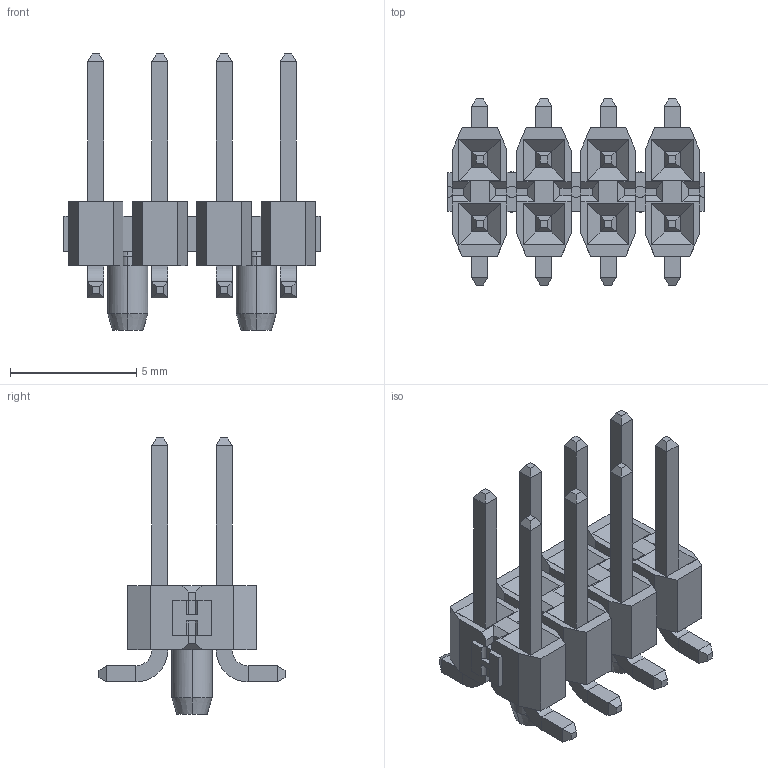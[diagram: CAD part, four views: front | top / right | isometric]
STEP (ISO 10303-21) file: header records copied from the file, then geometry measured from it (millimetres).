
FILE_DESCRIPTION(('Open CASCADE Model'),'2;1');
FILE_NAME('Open CASCADE Shape Model','2010-04-22T12:47:24',('Author'),( 'Open CASCADE'),'Open CASCADE STEP processor 6.3','Open CASCADE 6.3' ,'Unknown');
FILE_SCHEMA(('AUTOMOTIVE_DESIGN_CC2 { 1 2 10303 214 -1 1 5 4 }'));
Length unit declared in the file: millimetre
Products named in the file (1): Open CASCADE STEP translator 6.3 2
Bounding box: 10.16 x 7.37 x 10.92 mm (x, y, z)
Volume: 134.7 mm3; surface area: 460.2 mm2
Topology: 1 solids, 3 shells, 552 faces, 1384 edges, 834 vertices
Faces by surface type: plane 474, cylinder 54, cone 24
Entity records: 34506 total; most frequent: CARTESIAN_POINT 7417, DIRECTION 4826, LINE 3206, VECTOR 3206, ORIENTED_EDGE 2768, PCURVE 2768, DEFINITIONAL_REPRESENTATION 2768, EDGE_CURVE 1384
